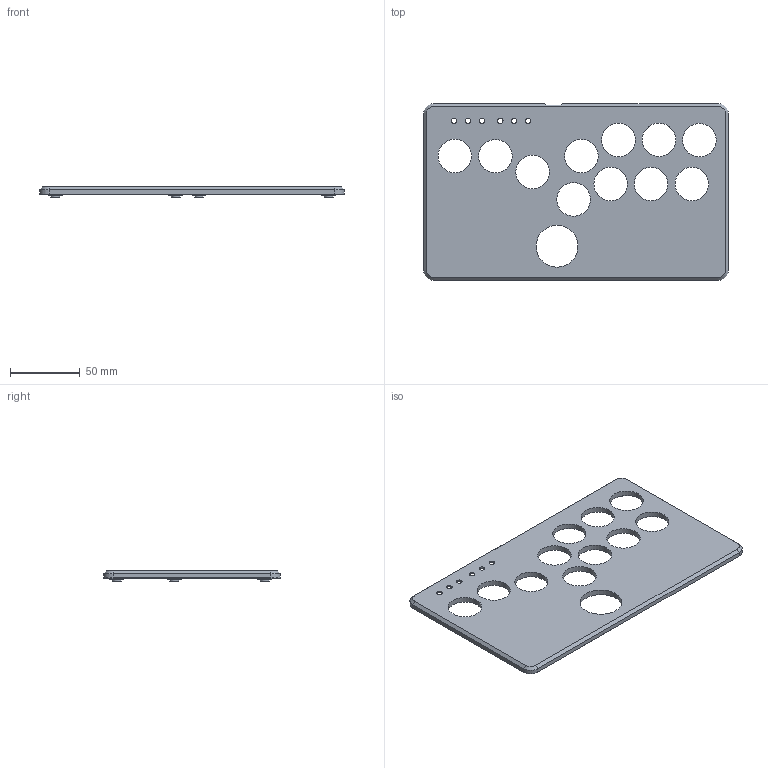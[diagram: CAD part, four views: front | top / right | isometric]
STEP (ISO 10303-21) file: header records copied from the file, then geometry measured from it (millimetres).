
FILE_DESCRIPTION(/* description */ (''),/* implementation_level */ '2;1');
FILE_NAME(/* name */ 'Top-mod.step',/* time_stamp */ '2023-11-13T16:15:20+01:00',/* author */ (''),/* organization */ (''),/* preprocessor_version */ 'ST-DEVELOPER v20',/* originating_system */ 'Autodesk Translation Framework v12.14.0.127',/* authorisation */ '');
FILE_SCHEMA (('AUTOMOTIVE_DESIGN { 1 0 10303 214 3 1 1 }'));
Length unit declared in the file: millimetre
Products named in the file (1): Fusion-Komponente
Bounding box: 218 x 126.4 x 7.2 mm (x, y, z)
Volume: 84370.7 mm3; surface area: 52233.3 mm2
Topology: 1 solids, 1 shells, 130 faces, 305 edges, 200 vertices
Faces by surface type: cylinder 63, plane 63, cone 4
Full cylindrical faces by diameter (mm): 2.5 x7, 4 x6, 6.4 x7, 10 x7, 24 x11, 30 x1
Entity records: 3871 total; most frequent: DIRECTION 697, CARTESIAN_POINT 636, ORIENTED_EDGE 610, EDGE_CURVE 305, AXIS2_PLACEMENT_3D 261, VERTEX_POINT 200, EDGE_LOOP 189, LINE 175
